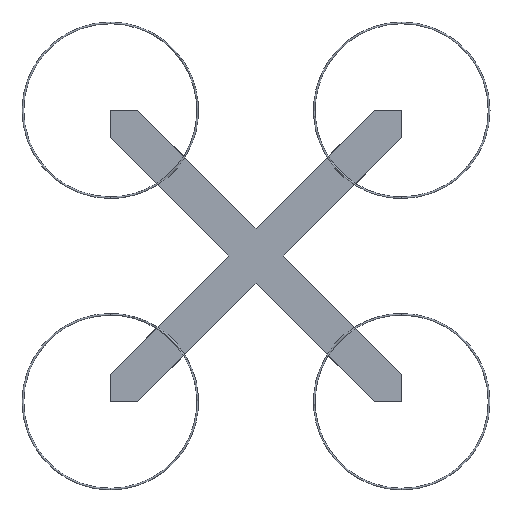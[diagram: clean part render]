
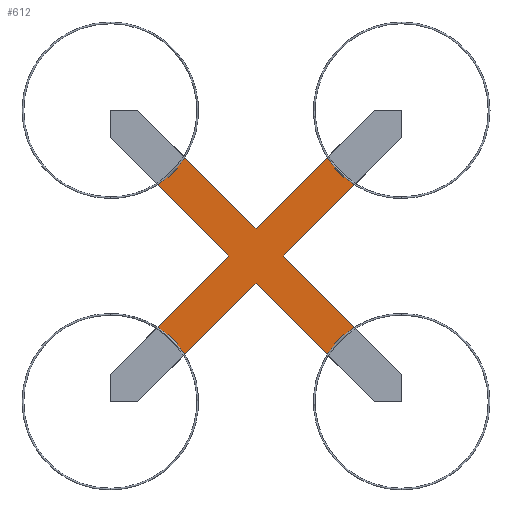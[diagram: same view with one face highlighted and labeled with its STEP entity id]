
A CAD part, front view. The second image highlights one B-rep face of the part: STEP entity #612.
In plain terms, the highlighted planar face has unit normal (0, -1, 0).
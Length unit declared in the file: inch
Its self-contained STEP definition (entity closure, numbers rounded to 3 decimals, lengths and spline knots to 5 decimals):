
#10 = VECTOR ( 'NONE', #1413, 39.37008 ) ;
#29 = LINE ( 'NONE', #1156, #213 ) ;
#33 = FACE_OUTER_BOUND ( 'NONE', #1349, .T. ) ;
#50 = VERTEX_POINT ( 'NONE', #741 ) ;
#65 = AXIS2_PLACEMENT_3D ( 'NONE', #1084, #1503, #792 ) ;
#72 = DIRECTION ( 'NONE',  ( -0.707, 0., -0.707 ) ) ;
#97 = CARTESIAN_POINT ( 'NONE',  ( 0.46601, 0., 0. ) ) ;
#105 = EDGE_CURVE ( 'NONE', #1604, #585, #29, .T. ) ;
#143 = CARTESIAN_POINT ( 'NONE',  ( -0.46601, 0., 0. ) ) ;
#146 = ORIENTED_EDGE ( 'NONE', *, *, #1437, .F. ) ;
#148 = VERTEX_POINT ( 'NONE', #1384 ) ;
#185 = DIRECTION ( 'NONE',  ( 0., -1., 0. ) ) ;
#197 = CARTESIAN_POINT ( 'NONE',  ( 0., 0., -0.46601 ) ) ;
#209 = VERTEX_POINT ( 'NONE', #1111 ) ;
#213 = VECTOR ( 'NONE', #462, 39.37008 ) ;
#224 = EDGE_CURVE ( 'NONE', #148, #1369, #1470, .T. ) ;
#230 = DIRECTION ( 'NONE',  ( 0., 0., -1. ) ) ;
#238 = VERTEX_POINT ( 'NONE', #1613 ) ;
#310 = CARTESIAN_POINT ( 'NONE',  ( -1.68739, 0., 1.22137 ) ) ;
#313 = VECTOR ( 'NONE', #1772, 39.37008 ) ;
#320 = PLANE ( 'NONE',  #1432 ) ;
#325 = DIRECTION ( 'NONE',  ( 0., 0., -1. ) ) ;
#354 = CARTESIAN_POINT ( 'NONE',  ( 0., 0., -0.46601 ) ) ;
#386 = CARTESIAN_POINT ( 'NONE',  ( 2.5, 0., 2.5 ) ) ;
#449 = CARTESIAN_POINT ( 'NONE',  ( 0., 0., 0.46601 ) ) ;
#462 = DIRECTION ( 'NONE',  ( 0.707, 0., -0.707 ) ) ;
#496 = ORIENTED_EDGE ( 'NONE', *, *, #224, .F. ) ;
#515 = CIRCLE ( 'NONE', #908, 1.515 ) ;
#528 = EDGE_CURVE ( 'NONE', #1342, #209, #1630, .T. ) ;
#553 = EDGE_CURVE ( 'NONE', #1738, #1604, #1488, .T. ) ;
#585 = VERTEX_POINT ( 'NONE', #1513 ) ;
#612 = ADVANCED_FACE ( 'NONE', ( #33 ), #320, .T. ) ;
#641 = EDGE_CURVE ( 'NONE', #1369, #50, #1728, .T. ) ;
#662 = EDGE_CURVE ( 'NONE', #585, #238, #1611, .T. ) ;
#687 = EDGE_CURVE ( 'NONE', #1735, #1738, #1726, .T. ) ;
#725 = VECTOR ( 'NONE', #1015, 39.37008 ) ;
#741 = CARTESIAN_POINT ( 'NONE',  ( -1.68739, 0., -1.22137 ) ) ;
#764 = CARTESIAN_POINT ( 'NONE',  ( -2.5, 0., -2.5 ) ) ;
#787 = DIRECTION ( 'NONE',  ( 0., 0., -1. ) ) ;
#792 = DIRECTION ( 'NONE',  ( 0., 0., -1. ) ) ;
#805 = CARTESIAN_POINT ( 'NONE',  ( -2.5, 0., 2.03399 ) ) ;
#822 = ORIENTED_EDGE ( 'NONE', *, *, #641, .F. ) ;
#871 = CARTESIAN_POINT ( 'NONE',  ( -0.46601, 0., 0. ) ) ;
#908 = AXIS2_PLACEMENT_3D ( 'NONE', #386, #1789, #230 ) ;
#925 = LINE ( 'NONE', #354, #313 ) ;
#935 = CARTESIAN_POINT ( 'NONE',  ( -1.22137, 0., 1.68739 ) ) ;
#943 = DIRECTION ( 'NONE',  ( 0.707, 0., -0.707 ) ) ;
#950 = ORIENTED_EDGE ( 'NONE', *, *, #687, .F. ) ;
#967 = CARTESIAN_POINT ( 'NONE',  ( 1.22137, 0., -1.68739 ) ) ;
#1003 = LINE ( 'NONE', #143, #10 ) ;
#1015 = DIRECTION ( 'NONE',  ( 0.707, 0., 0.707 ) ) ;
#1049 = CARTESIAN_POINT ( 'NONE',  ( 0., 0., 0. ) ) ;
#1064 = LINE ( 'NONE', #1364, #1136 ) ;
#1073 = CARTESIAN_POINT ( 'NONE',  ( 1.68739, 0., 1.22137 ) ) ;
#1074 = AXIS2_PLACEMENT_3D ( 'NONE', #764, #185, #1449 ) ;
#1084 = CARTESIAN_POINT ( 'NONE',  ( -2.5, 0., 2.5 ) ) ;
#1111 = CARTESIAN_POINT ( 'NONE',  ( 1.68739, 0., -1.22137 ) ) ;
#1136 = VECTOR ( 'NONE', #1378, 39.37008 ) ;
#1156 = CARTESIAN_POINT ( 'NONE',  ( 0., 0., 0.46601 ) ) ;
#1183 = EDGE_CURVE ( 'NONE', #50, #1735, #1003, .T. ) ;
#1211 = CARTESIAN_POINT ( 'NONE',  ( 2.5, 0., -2.5 ) ) ;
#1257 = ORIENTED_EDGE ( 'NONE', *, *, #1338, .F. ) ;
#1262 = ORIENTED_EDGE ( 'NONE', *, *, #553, .F. ) ;
#1307 = ORIENTED_EDGE ( 'NONE', *, *, #662, .F. ) ;
#1311 = DIRECTION ( 'NONE',  ( 0., -1., 0. ) ) ;
#1338 = EDGE_CURVE ( 'NONE', #238, #1425, #515, .T. ) ;
#1339 = CIRCLE ( 'NONE', #1585, 1.515 ) ;
#1342 = VERTEX_POINT ( 'NONE', #97 ) ;
#1344 = ORIENTED_EDGE ( 'NONE', *, *, #1183, .F. ) ;
#1349 = EDGE_LOOP ( 'NONE', ( #822, #496, #1499, #1646, #1545, #146, #1257, #1307, #1786, #1262, #950, #1344 ) ) ;
#1363 = DIRECTION ( 'NONE',  ( -0.707, 0., 0.707 ) ) ;
#1364 = CARTESIAN_POINT ( 'NONE',  ( 0.46601, 0., 0. ) ) ;
#1365 = VECTOR ( 'NONE', #943, 39.37008 ) ;
#1369 = VERTEX_POINT ( 'NONE', #1510 ) ;
#1378 = DIRECTION ( 'NONE',  ( -0.707, 0., -0.707 ) ) ;
#1384 = CARTESIAN_POINT ( 'NONE',  ( 0., 0., -0.46601 ) ) ;
#1387 = DIRECTION ( 'NONE',  ( 0., -1., 0. ) ) ;
#1397 = VECTOR ( 'NONE', #72, 39.37008 ) ;
#1413 = DIRECTION ( 'NONE',  ( 0.707, 0., 0.707 ) ) ;
#1425 = VERTEX_POINT ( 'NONE', #1073 ) ;
#1432 = AXIS2_PLACEMENT_3D ( 'NONE', #1049, #1311, #325 ) ;
#1437 = EDGE_CURVE ( 'NONE', #1425, #1342, #1064, .T. ) ;
#1449 = DIRECTION ( 'NONE',  ( 0., 0., -1. ) ) ;
#1470 = LINE ( 'NONE', #197, #1397 ) ;
#1487 = VERTEX_POINT ( 'NONE', #967 ) ;
#1488 = CIRCLE ( 'NONE', #65, 1.515 ) ;
#1494 = CARTESIAN_POINT ( 'NONE',  ( 2.5, 0., -2.03399 ) ) ;
#1499 = ORIENTED_EDGE ( 'NONE', *, *, #1596, .F. ) ;
#1503 = DIRECTION ( 'NONE',  ( 0., -1., 0. ) ) ;
#1510 = CARTESIAN_POINT ( 'NONE',  ( -1.22137, 0., -1.68739 ) ) ;
#1513 = CARTESIAN_POINT ( 'NONE',  ( 0., 0., 0.46601 ) ) ;
#1545 = ORIENTED_EDGE ( 'NONE', *, *, #528, .F. ) ;
#1585 = AXIS2_PLACEMENT_3D ( 'NONE', #1211, #1387, #787 ) ;
#1596 = EDGE_CURVE ( 'NONE', #1487, #148, #925, .T. ) ;
#1597 = EDGE_CURVE ( 'NONE', #209, #1487, #1339, .T. ) ;
#1604 = VERTEX_POINT ( 'NONE', #935 ) ;
#1611 = LINE ( 'NONE', #449, #725 ) ;
#1613 = CARTESIAN_POINT ( 'NONE',  ( 1.22137, 0., 1.68739 ) ) ;
#1630 = LINE ( 'NONE', #1494, #1365 ) ;
#1646 = ORIENTED_EDGE ( 'NONE', *, *, #1597, .F. ) ;
#1726 = LINE ( 'NONE', #805, #1814 ) ;
#1728 = CIRCLE ( 'NONE', #1074, 1.515 ) ;
#1735 = VERTEX_POINT ( 'NONE', #871 ) ;
#1738 = VERTEX_POINT ( 'NONE', #310 ) ;
#1772 = DIRECTION ( 'NONE',  ( -0.707, 0., 0.707 ) ) ;
#1786 = ORIENTED_EDGE ( 'NONE', *, *, #105, .F. ) ;
#1789 = DIRECTION ( 'NONE',  ( 0., -1., 0. ) ) ;
#1814 = VECTOR ( 'NONE', #1363, 39.37008 ) ;
